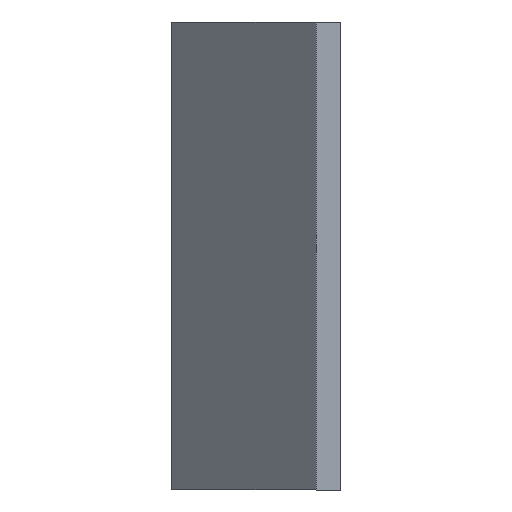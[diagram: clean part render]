
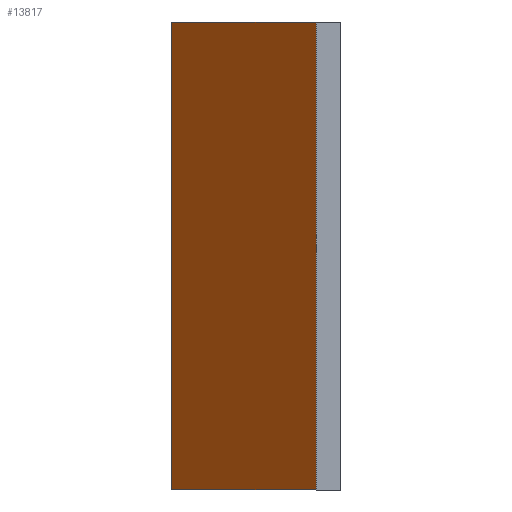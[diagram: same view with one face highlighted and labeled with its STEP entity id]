
A CAD part, front view. The second image highlights one B-rep face of the part: STEP entity #13817.
In plain terms, the highlighted planar face has unit normal (-0.707, -0.707, 0).
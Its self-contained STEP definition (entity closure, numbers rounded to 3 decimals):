
#104=CARTESIAN_POINT('',(227.738,91.262,567.05));
#105=VERTEX_POINT('',#104);
#114=CARTESIAN_POINT('',(227.738,91.262,470.05));
#115=VERTEX_POINT('',#114);
#116=CARTESIAN_POINT('',(227.738,91.262,567.05));
#117=DIRECTION('',(0.,0.,-1.));
#118=VECTOR('',#117,97.);
#119=LINE('',#116,#118);
#120=EDGE_CURVE('',#105,#115,#119,.T.);
#3481=CARTESIAN_POINT('',(197.738,121.262,470.05));
#3482=VERTEX_POINT('',#3481);
#3489=CARTESIAN_POINT('',(197.738,121.262,567.05));
#3490=VERTEX_POINT('',#3489);
#3491=CARTESIAN_POINT('',(197.738,121.262,470.05));
#3492=DIRECTION('',(-0.,-0.,1.));
#3493=VECTOR('',#3492,97.);
#3494=LINE('',#3491,#3493);
#3495=EDGE_CURVE('',#3482,#3490,#3494,.T.);
#3519=CARTESIAN_POINT('',(227.738,91.262,470.05));
#3520=DIRECTION('',(-0.707,0.707,0.));
#3521=VECTOR('',#3520,42.426);
#3522=LINE('',#3519,#3521);
#3523=EDGE_CURVE('',#115,#3482,#3522,.T.);
#3573=CARTESIAN_POINT('',(197.738,121.262,567.05));
#3574=DIRECTION('',(0.707,-0.707,-0.));
#3575=VECTOR('',#3574,42.426);
#3576=LINE('',#3573,#3575);
#3577=EDGE_CURVE('',#3490,#105,#3576,.T.);
#13806=CARTESIAN_POINT('',(227.738,91.262,562.05));
#13807=DIRECTION('',(-0.707,-0.707,-0.));
#13808=DIRECTION('',(0.,-0.,1.));
#13809=AXIS2_PLACEMENT_3D('',#13806,#13807,#13808);
#13810=PLANE('',#13809);
#13811=ORIENTED_EDGE('',*,*,#3577,.F.);
#13812=ORIENTED_EDGE('',*,*,#3495,.F.);
#13813=ORIENTED_EDGE('',*,*,#3523,.F.);
#13814=ORIENTED_EDGE('',*,*,#120,.F.);
#13815=EDGE_LOOP('',(#13811,#13812,#13813,#13814));
#13816=FACE_BOUND('',#13815,.T.);
#13817=ADVANCED_FACE('',(#13816),#13810,.T.);
